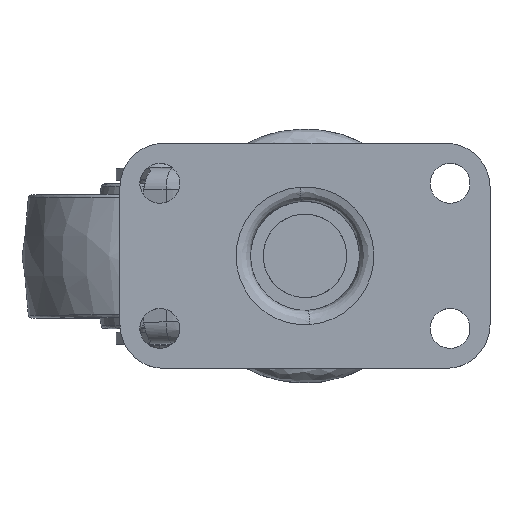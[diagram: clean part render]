
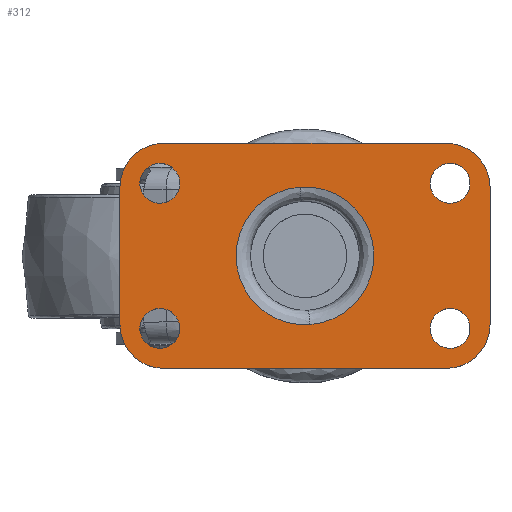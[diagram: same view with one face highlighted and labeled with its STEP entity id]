
A CAD part, top view. The second image highlights one B-rep face of the part: STEP entity #312.
In plain terms, the highlighted planar face has unit normal (0, 0, 1).
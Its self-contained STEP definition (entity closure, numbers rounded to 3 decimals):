
#312=ADVANCED_FACE('',(#1354,#1355,#1356,#1357,#1358,#1359),#1353,.F.);
#1353=PLANE('',#3916);
#1354=FACE_OUTER_BOUND('',#3917,.T.);
#1355=FACE_BOUND('',#3918,.T.);
#1356=FACE_BOUND('',#3919,.T.);
#1357=FACE_BOUND('',#3920,.T.);
#1358=FACE_BOUND('',#3921,.T.);
#1359=FACE_BOUND('',#3922,.T.);
#3913=CARTESIAN_POINT('',(-10.6,18.6,38.));
#3914=DIRECTION('',(0.,0.,-1.));
#3915=DIRECTION('',(1.,0.,0.));
#3916=AXIS2_PLACEMENT_3D('',#3913,#3914,#3915);
#3917=EDGE_LOOP('',(#5736,#5737,#5738,#5739,#5740,#5741,#5742,#5743));
#3918=EDGE_LOOP('',(#5744,#5745,#5746,#5747));
#3919=EDGE_LOOP('',(#5748,#5749));
#3920=EDGE_LOOP('',(#5750,#5751));
#3921=EDGE_LOOP('',(#5752,#5753));
#3922=EDGE_LOOP('',(#5754,#5755));
#5736=ORIENTED_EDGE('',*,*,#6504,.T.);
#5737=ORIENTED_EDGE('',*,*,#6501,.T.);
#5738=ORIENTED_EDGE('',*,*,#6498,.T.);
#5739=ORIENTED_EDGE('',*,*,#6495,.T.);
#5740=ORIENTED_EDGE('',*,*,#6492,.T.);
#5741=ORIENTED_EDGE('',*,*,#6489,.T.);
#5742=ORIENTED_EDGE('',*,*,#6486,.T.);
#5743=ORIENTED_EDGE('',*,*,#6483,.T.);
#5744=ORIENTED_EDGE('',*,*,#6543,.T.);
#5745=ORIENTED_EDGE('',*,*,#6544,.T.);
#5746=ORIENTED_EDGE('',*,*,#6545,.T.);
#5747=ORIENTED_EDGE('',*,*,#6546,.T.);
#5748=ORIENTED_EDGE('',*,*,#6547,.F.);
#5749=ORIENTED_EDGE('',*,*,#6548,.F.);
#5750=ORIENTED_EDGE('',*,*,#6549,.F.);
#5751=ORIENTED_EDGE('',*,*,#6550,.F.);
#5752=ORIENTED_EDGE('',*,*,#6551,.F.);
#5753=ORIENTED_EDGE('',*,*,#6552,.F.);
#5754=ORIENTED_EDGE('',*,*,#6553,.F.);
#5755=ORIENTED_EDGE('',*,*,#6554,.F.);
#6483=EDGE_CURVE('',#8268,#8261,#8269,.T.);
#6486=EDGE_CURVE('',#8288,#8268,#8289,.T.);
#6489=EDGE_CURVE('',#8308,#8288,#8309,.T.);
#6492=EDGE_CURVE('',#8328,#8308,#8329,.T.);
#6495=EDGE_CURVE('',#8348,#8328,#8349,.T.);
#6498=EDGE_CURVE('',#8368,#8348,#8369,.T.);
#6501=EDGE_CURVE('',#8388,#8368,#8389,.T.);
#6504=EDGE_CURVE('',#8261,#8388,#8407,.T.);
#6543=EDGE_CURVE('',#8659,#8660,#8661,.T.);
#6544=EDGE_CURVE('',#8660,#8667,#8668,.T.);
#6545=EDGE_CURVE('',#8667,#8674,#8675,.T.);
#6546=EDGE_CURVE('',#8674,#8659,#8681,.T.);
#6547=EDGE_CURVE('',#8687,#8688,#8689,.T.);
#6548=EDGE_CURVE('',#8688,#8687,#8695,.T.);
#6549=EDGE_CURVE('',#8701,#8702,#8703,.T.);
#6550=EDGE_CURVE('',#8702,#8701,#8709,.T.);
#6551=EDGE_CURVE('',#8715,#8716,#8717,.T.);
#6552=EDGE_CURVE('',#8716,#8715,#8723,.T.);
#6553=EDGE_CURVE('',#8729,#8730,#8731,.T.);
#6554=EDGE_CURVE('',#8730,#8729,#8737,.T.);
#8261=VERTEX_POINT('',#12493);
#8268=VERTEX_POINT('',#12497);
#8269=CIRCLE('',#12501,6.);
#8288=VERTEX_POINT('',#12509);
#8289=LINE('',#12510,#12511);
#8308=VERTEX_POINT('',#12521);
#8309=CIRCLE('',#12525,6.);
#8328=VERTEX_POINT('',#12533);
#8329=LINE('',#12534,#12535);
#8348=VERTEX_POINT('',#12545);
#8349=CIRCLE('',#12549,6.);
#8368=VERTEX_POINT('',#12557);
#8369=LINE('',#12558,#12559);
#8388=VERTEX_POINT('',#12569);
#8389=CIRCLE('',#12573,6.);
#8407=LINE('',#12580,#12581);
#8659=VERTEX_POINT('',#12813);
#8660=VERTEX_POINT('',#12814);
#8661=CIRCLE('',#12818,9.5);
#8667=VERTEX_POINT('',#12819);
#8668=CIRCLE('',#12823,9.5);
#8674=VERTEX_POINT('',#12824);
#8675=CIRCLE('',#12828,9.5);
#8681=CIRCLE('',#12832,9.5);
#8687=VERTEX_POINT('',#12833);
#8688=VERTEX_POINT('',#12834);
#8689=CIRCLE('',#12838,2.75);
#8695=CIRCLE('',#12842,2.75);
#8701=VERTEX_POINT('',#12843);
#8702=VERTEX_POINT('',#12844);
#8703=CIRCLE('',#12848,2.75);
#8709=CIRCLE('',#12852,2.75);
#8715=VERTEX_POINT('',#12853);
#8716=VERTEX_POINT('',#12854);
#8717=CIRCLE('',#12858,2.75);
#8723=CIRCLE('',#12862,2.75);
#8729=VERTEX_POINT('',#12863);
#8730=VERTEX_POINT('',#12864);
#8731=CIRCLE('',#12868,2.75);
#8737=CIRCLE('',#12872,2.75);
#12493=CARTESIAN_POINT('',(0.5,-15.5,38.));
#12497=CARTESIAN_POINT('',(-5.5,-9.5,38.));
#12498=CARTESIAN_POINT('',(0.5,-9.5,38.));
#12499=DIRECTION('',(0.,0.,1.));
#12500=DIRECTION('',(1.,0.,0.));
#12501=AXIS2_PLACEMENT_3D('',#12498,#12499,#12500);
#12509=CARTESIAN_POINT('',(-5.5,9.5,38.));
#12510=CARTESIAN_POINT('',(-5.5,9.5,38.));
#12511=VECTOR('',#12512,19.);
#12512=DIRECTION('',(0.,-1.,0.));
#12521=CARTESIAN_POINT('',(0.5,15.5,38.));
#12522=CARTESIAN_POINT('',(0.5,9.5,38.));
#12523=DIRECTION('',(0.,0.,1.));
#12524=DIRECTION('',(0.,-1.,0.));
#12525=AXIS2_PLACEMENT_3D('',#12522,#12523,#12524);
#12533=CARTESIAN_POINT('',(39.5,15.5,38.));
#12534=CARTESIAN_POINT('',(39.5,15.5,38.));
#12535=VECTOR('',#12536,39.);
#12536=DIRECTION('',(-1.,0.,0.));
#12545=CARTESIAN_POINT('',(45.5,9.5,38.));
#12546=CARTESIAN_POINT('',(39.5,9.5,38.));
#12547=DIRECTION('',(0.,0.,1.));
#12548=DIRECTION('',(-1.,0.,0.));
#12549=AXIS2_PLACEMENT_3D('',#12546,#12547,#12548);
#12557=CARTESIAN_POINT('',(45.5,-9.5,38.));
#12558=CARTESIAN_POINT('',(45.5,-9.5,38.));
#12559=VECTOR('',#12560,19.);
#12560=DIRECTION('',(0.,1.,0.));
#12569=CARTESIAN_POINT('',(39.5,-15.5,38.));
#12570=CARTESIAN_POINT('',(39.5,-9.5,38.));
#12571=DIRECTION('',(0.,0.,1.));
#12572=DIRECTION('',(0.,1.,0.));
#12573=AXIS2_PLACEMENT_3D('',#12570,#12571,#12572);
#12580=CARTESIAN_POINT('',(0.5,-15.5,38.));
#12581=VECTOR('',#12582,39.);
#12582=DIRECTION('',(1.,0.,0.));
#12813=CARTESIAN_POINT('',(10.5,0.,38.));
#12814=CARTESIAN_POINT('',(19.336,9.477,38.));
#12815=CARTESIAN_POINT('',(20.,0.,38.));
#12816=DIRECTION('',(0.,0.,-1.));
#12817=DIRECTION('',(-1.,0.,0.));
#12818=AXIS2_PLACEMENT_3D('',#12815,#12816,#12817);
#12819=CARTESIAN_POINT('',(20.662,-9.477,38.));
#12820=CARTESIAN_POINT('',(20.,0.,38.));
#12821=DIRECTION('',(0.,0.,-1.));
#12822=DIRECTION('',(-1.,0.,0.));
#12823=AXIS2_PLACEMENT_3D('',#12820,#12821,#12822);
#12824=CARTESIAN_POINT('',(10.501,-0.119,38.));
#12825=CARTESIAN_POINT('',(20.,0.,38.));
#12826=DIRECTION('',(0.,0.,-1.));
#12827=DIRECTION('',(-1.,0.,0.));
#12828=AXIS2_PLACEMENT_3D('',#12825,#12826,#12827);
#12829=CARTESIAN_POINT('',(20.,0.,38.));
#12830=DIRECTION('',(0.,0.,-1.));
#12831=DIRECTION('',(1.,0.013,0.));
#12832=AXIS2_PLACEMENT_3D('',#12829,#12830,#12831);
#12833=CARTESIAN_POINT('',(39.784,-12.742,38.));
#12834=CARTESIAN_POINT('',(40.216,-7.258,38.));
#12835=CARTESIAN_POINT('',(40.,-10.,38.));
#12836=DIRECTION('',(0.,0.,1.));
#12837=DIRECTION('',(0.078,0.997,0.));
#12838=AXIS2_PLACEMENT_3D('',#12835,#12836,#12837);
#12839=CARTESIAN_POINT('',(40.,-10.,38.));
#12840=DIRECTION('',(0.,0.,1.));
#12841=DIRECTION('',(0.078,0.997,0.));
#12842=AXIS2_PLACEMENT_3D('',#12839,#12840,#12841);
#12843=CARTESIAN_POINT('',(-0.216,-12.742,38.));
#12844=CARTESIAN_POINT('',(0.216,-7.258,38.));
#12845=CARTESIAN_POINT('',(0.,-10.,38.));
#12846=DIRECTION('',(0.,0.,1.));
#12847=DIRECTION('',(0.078,0.997,0.));
#12848=AXIS2_PLACEMENT_3D('',#12845,#12846,#12847);
#12849=CARTESIAN_POINT('',(0.,-10.,38.));
#12850=DIRECTION('',(0.,0.,1.));
#12851=DIRECTION('',(0.078,0.997,0.));
#12852=AXIS2_PLACEMENT_3D('',#12849,#12850,#12851);
#12853=CARTESIAN_POINT('',(39.784,7.258,38.));
#12854=CARTESIAN_POINT('',(40.216,12.742,38.));
#12855=CARTESIAN_POINT('',(40.,10.,38.));
#12856=DIRECTION('',(0.,0.,1.));
#12857=DIRECTION('',(0.078,0.997,0.));
#12858=AXIS2_PLACEMENT_3D('',#12855,#12856,#12857);
#12859=CARTESIAN_POINT('',(40.,10.,38.));
#12860=DIRECTION('',(0.,0.,1.));
#12861=DIRECTION('',(0.078,0.997,0.));
#12862=AXIS2_PLACEMENT_3D('',#12859,#12860,#12861);
#12863=CARTESIAN_POINT('',(-0.216,7.258,38.));
#12864=CARTESIAN_POINT('',(0.216,12.742,38.));
#12865=CARTESIAN_POINT('',(0.,10.,38.));
#12866=DIRECTION('',(0.,0.,1.));
#12867=DIRECTION('',(0.078,0.997,0.));
#12868=AXIS2_PLACEMENT_3D('',#12865,#12866,#12867);
#12869=CARTESIAN_POINT('',(0.,10.,38.));
#12870=DIRECTION('',(0.,0.,1.));
#12871=DIRECTION('',(0.078,0.997,0.));
#12872=AXIS2_PLACEMENT_3D('',#12869,#12870,#12871);
